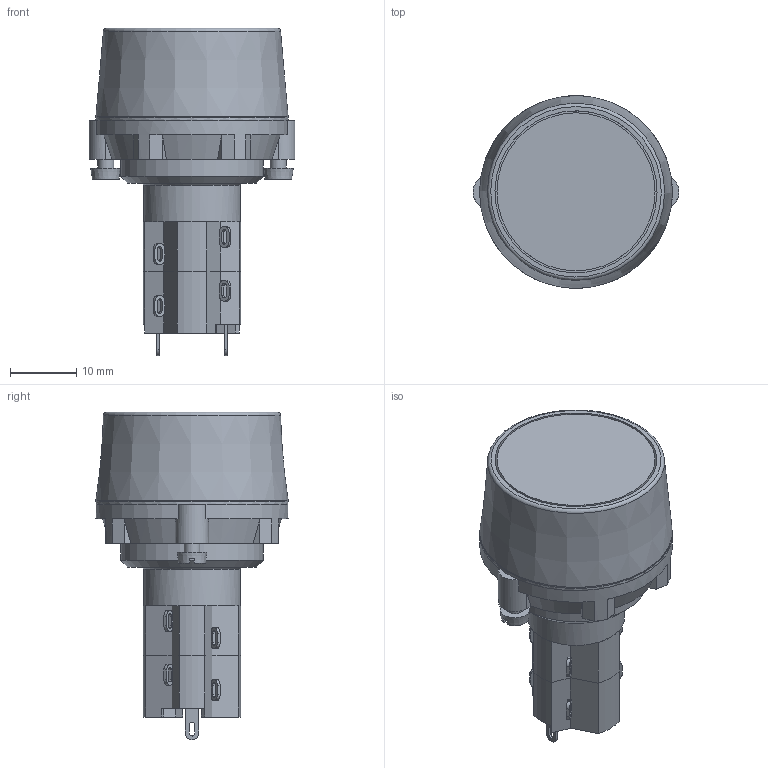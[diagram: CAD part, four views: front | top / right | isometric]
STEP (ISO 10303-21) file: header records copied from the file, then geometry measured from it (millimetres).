
FILE_DESCRIPTION(/* description */ (''),/* implementation_level */ '2;1');
FILE_NAME(/* name */ 'LASxxU12xxxxxxx.stp',/* time_stamp */ '2025-05-22T14:24:33-05:00',/* author */ ('mroman'),/* organization */ (''),/* preprocessor_version */ 'ST-DEVELOPER v18.1',/* originating_system */ 'Autodesk Inventor 2022',/* authorisation */ '');
FILE_SCHEMA (('AUTOMOTIVE_DESIGN { 1 0 10303 214 3 1 1 }'));
Length unit declared in the file: centimetre
Products named in the file (1): LASxxU12xxxxxxx
Bounding box: 31 x 29 x 49.3 mm (x, y, z)
Volume: 11556.9 mm3; surface area: 8707.9 mm2
Topology: 2 solids, 13 shells, 488 faces, 1258 edges, 823 vertices
Faces by surface type: plane 295, cylinder 123, bspline 53, cone 16, torus 1
Full cylindrical faces by diameter (mm): 2.4 x2, 3.2 x2, 3.5 x1, 7 x1, 14.6 x1, 16.1 x1, 21.1 x1, 21.5 x2, 21.8 x1, 23.8 x1, 24.4 x1, 24.6 x1, 26 x1, 27 x1, 29 x2
Entity records: 15130 total; most frequent: CARTESIAN_POINT 3295, ORIENTED_EDGE 2516, DIRECTION 2332, EDGE_CURVE 1258, VERTEX_POINT 823, LINE 780, VECTOR 780, AXIS2_PLACEMENT_3D 776
